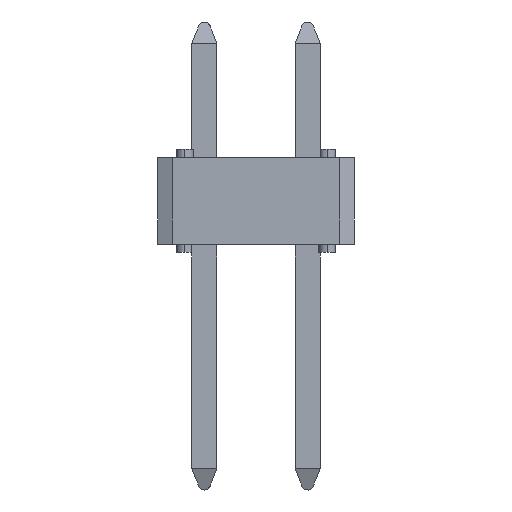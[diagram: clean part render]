
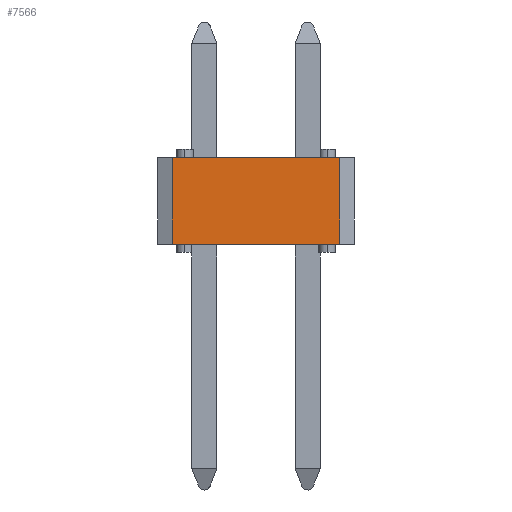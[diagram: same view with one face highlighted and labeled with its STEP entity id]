
A CAD part, left-side view. The second image highlights one B-rep face of the part: STEP entity #7566.
In plain terms, the highlighted planar face has unit normal (-1, 0, 0).
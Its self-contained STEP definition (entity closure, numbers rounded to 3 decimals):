
#401=DIRECTION('',(0.,1.,0.));
#402=VECTOR('',#401,4.116);
#403=CARTESIAN_POINT('',(-3.61,-2.058,0.));
#404=LINE('11178',#403,#402);
#1525=DIRECTION('',(0.,1.,0.));
#1526=VECTOR('',#1525,4.116);
#1527=CARTESIAN_POINT('',(-3.61,-2.058,2.13));
#1528=LINE('11182',#1527,#1526);
#2505=DIRECTION('',(0.,0.,1.));
#2506=VECTOR('',#2505,2.13);
#2507=CARTESIAN_POINT('',(-3.61,2.058,0.));
#2508=LINE('11190',#2507,#2506);
#2725=DIRECTION('',(0.,0.,1.));
#2726=VECTOR('',#2725,2.13);
#2727=CARTESIAN_POINT('',(-3.61,-2.058,0.));
#2728=LINE('11191',#2727,#2726);
#4065=CARTESIAN_POINT('',(-3.61,-2.058,0.));
#4066=CARTESIAN_POINT('',(-3.61,2.058,0.));
#4067=VERTEX_POINT('',#4065);
#4068=VERTEX_POINT('',#4066);
#4073=CARTESIAN_POINT('',(-3.61,-2.058,2.13));
#4074=CARTESIAN_POINT('',(-3.61,2.058,2.13));
#4075=VERTEX_POINT('',#4073);
#4076=VERTEX_POINT('',#4074);
#7553=CARTESIAN_POINT('',(-3.61,-2.6,2.13));
#7554=DIRECTION('',(1.,0.,0.));
#7555=DIRECTION('',(0.,1.,0.));
#7556=AXIS2_PLACEMENT_3D('',#7553,#7554,#7555);
#7557=PLANE('11166',#7556);
#7558=ORIENTED_EDGE('11178',*,*,#4630,.T.);
#7560=ORIENTED_EDGE('11190',*,*,#7559,.T.);
#7561=ORIENTED_EDGE('11182',*,*,#5682,.F.);
#7563=ORIENTED_EDGE('11191',*,*,#7562,.F.);
#7564=EDGE_LOOP('11166',(#7558,#7560,#7561,#7563));
#7565=FACE_OUTER_BOUND('11166',#7564,.F.);
#7566=ADVANCED_FACE('11166',(#7565),#7557,.F.);
#4630=EDGE_CURVE('11178',#4067,#4068,#404,.T.);
#5682=EDGE_CURVE('11182',#4075,#4076,#1528,.T.);
#7559=EDGE_CURVE('11190',#4068,#4076,#2508,.T.);
#7562=EDGE_CURVE('11191',#4067,#4075,#2728,.T.);
